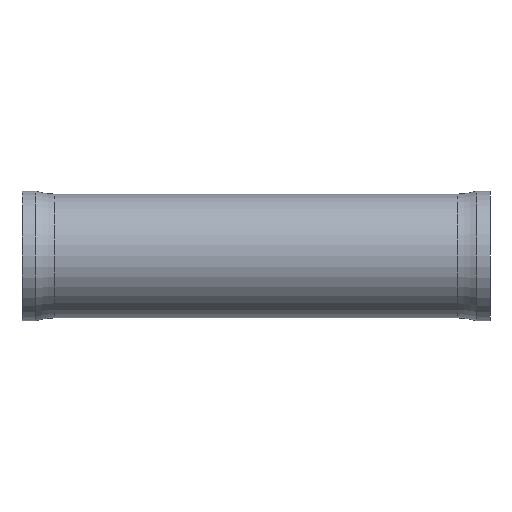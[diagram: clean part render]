
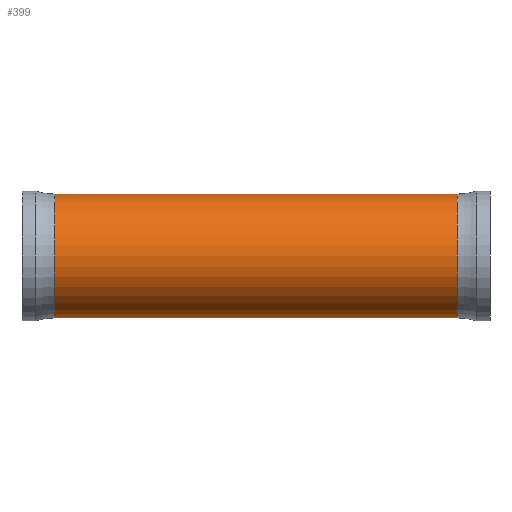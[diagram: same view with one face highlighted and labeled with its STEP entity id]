
A CAD part, left-side view. The second image highlights one B-rep face of the part: STEP entity #399.
In plain terms, the highlighted cylindrical face has radius 23.812 mm (diameter 47.625 mm), a partial arc.
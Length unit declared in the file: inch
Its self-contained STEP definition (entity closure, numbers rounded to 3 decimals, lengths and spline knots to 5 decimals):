
#1 = CYLINDRICAL_SURFACE ( 'NONE', #480, 0.9375 ) ;
#12 = LINE ( 'NONE', #383, #62 ) ;
#28 = CARTESIAN_POINT ( 'NONE',  ( 0., 0.49839, 0. ) ) ;
#41 = DIRECTION ( 'NONE',  ( 0., 1., 0. ) ) ;
#42 = CARTESIAN_POINT ( 'NONE',  ( 0., 0.49839, -0.9375 ) ) ;
#56 = FACE_OUTER_BOUND ( 'NONE', #106, .T. ) ;
#58 = VERTEX_POINT ( 'NONE', #284 ) ;
#62 = VECTOR ( 'NONE', #367, 39.37008 ) ;
#65 = CARTESIAN_POINT ( 'NONE',  ( 0., 5.49933, 0.9375 ) ) ;
#67 = DIRECTION ( 'NONE',  ( 0., 1., 0. ) ) ;
#106 = EDGE_LOOP ( 'NONE', ( #386, #139, #359, #345 ) ) ;
#139 = ORIENTED_EDGE ( 'NONE', *, *, #235, .T. ) ;
#218 = EDGE_CURVE ( 'NONE', #58, #540, #343, .T. ) ;
#222 = DIRECTION ( 'NONE',  ( 0., 0., 1. ) ) ;
#235 = EDGE_CURVE ( 'NONE', #554, #325, #260, .T. ) ;
#236 = CARTESIAN_POINT ( 'NONE',  ( 0., 6.58822, 0.9375 ) ) ;
#260 = CIRCLE ( 'NONE', #571, 0.9375 ) ;
#280 = DIRECTION ( 'NONE',  ( 0., 1., 0. ) ) ;
#284 = CARTESIAN_POINT ( 'NONE',  ( 0., 6.58822, -0.9375 ) ) ;
#291 = CARTESIAN_POINT ( 'NONE',  ( 0., 0.49839, 0.9375 ) ) ;
#300 = CARTESIAN_POINT ( 'NONE',  ( 0., 5.49933, 0. ) ) ;
#310 = DIRECTION ( 'NONE',  ( 0., 0., 1. ) ) ;
#325 = VERTEX_POINT ( 'NONE', #291 ) ;
#336 = EDGE_CURVE ( 'NONE', #554, #58, #12, .T. ) ;
#343 = CIRCLE ( 'NONE', #616, 0.9375 ) ;
#345 = ORIENTED_EDGE ( 'NONE', *, *, #218, .F. ) ;
#355 = VECTOR ( 'NONE', #67, 39.37008 ) ;
#359 = ORIENTED_EDGE ( 'NONE', *, *, #581, .T. ) ;
#365 = LINE ( 'NONE', #65, #355 ) ;
#367 = DIRECTION ( 'NONE',  ( 0., 1., 0. ) ) ;
#383 = CARTESIAN_POINT ( 'NONE',  ( 0., 5.49933, -0.9375 ) ) ;
#386 = ORIENTED_EDGE ( 'NONE', *, *, #336, .F. ) ;
#399 = ADVANCED_FACE ( 'NONE', ( #56 ), #1, .T. ) ;
#438 = CARTESIAN_POINT ( 'NONE',  ( 0., 6.58822, 0. ) ) ;
#464 = DIRECTION ( 'NONE',  ( 0., 1., 0. ) ) ;
#476 = DIRECTION ( 'NONE',  ( 0., 0., 1. ) ) ;
#480 = AXIS2_PLACEMENT_3D ( 'NONE', #300, #280, #222 ) ;
#540 = VERTEX_POINT ( 'NONE', #236 ) ;
#554 = VERTEX_POINT ( 'NONE', #42 ) ;
#571 = AXIS2_PLACEMENT_3D ( 'NONE', #28, #41, #310 ) ;
#581 = EDGE_CURVE ( 'NONE', #325, #540, #365, .T. ) ;
#616 = AXIS2_PLACEMENT_3D ( 'NONE', #438, #464, #476 ) ;
